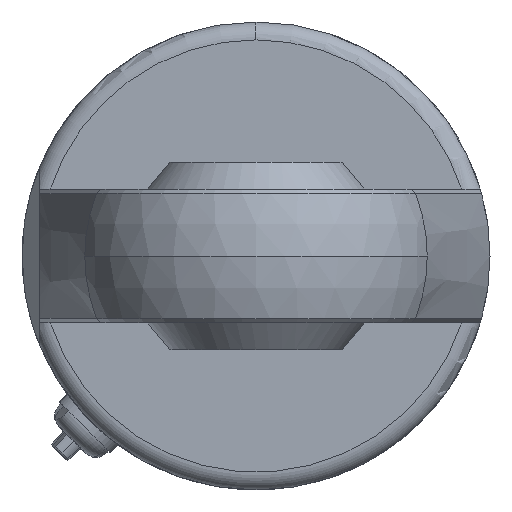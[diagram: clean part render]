
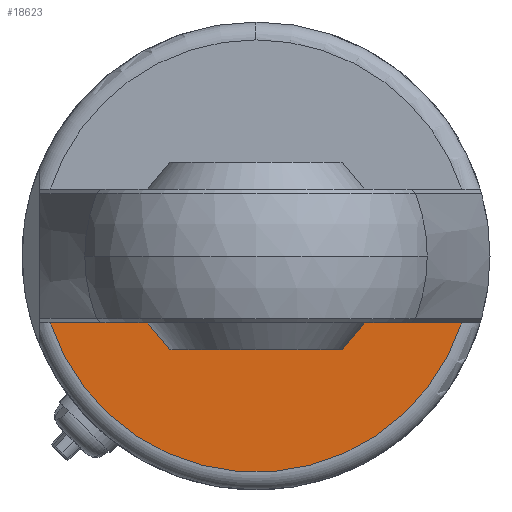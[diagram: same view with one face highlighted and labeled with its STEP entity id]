
A CAD part, left-side view. The second image highlights one B-rep face of the part: STEP entity #18623.
In plain terms, the highlighted planar face has unit normal (-1, 0, 0).
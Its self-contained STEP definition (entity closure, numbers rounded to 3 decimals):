
#444 = DIRECTION ( 'NONE',  ( 0., 0., 1. ) ) ;
#1048 = VERTEX_POINT ( 'NONE', #26548 ) ;
#3960 = CARTESIAN_POINT ( 'NONE',  ( -42.5, -23.008, -7.5 ) ) ;
#4773 = EDGE_CURVE ( 'NONE', #1048, #20615, #21461, .T. ) ;
#7258 = AXIS2_PLACEMENT_3D ( 'NONE', #13001, #23049, #444 ) ;
#7502 = EDGE_CURVE ( 'NONE', #20615, #1048, #16791, .T. ) ;
#10865 = PLANE ( 'NONE',  #11218 ) ;
#11218 = AXIS2_PLACEMENT_3D ( 'NONE', #20916, #22898, #18455 ) ;
#11821 = DIRECTION ( 'NONE',  ( 0., 1., 0. ) ) ;
#13001 = CARTESIAN_POINT ( 'NONE',  ( -42.5, 0., 0. ) ) ;
#15323 = EDGE_LOOP ( 'NONE', ( #21956, #18572 ) ) ;
#16791 = LINE ( 'NONE', #22039, #25768 ) ;
#17982 = FACE_OUTER_BOUND ( 'NONE', #15323, .T. ) ;
#18455 = DIRECTION ( 'NONE',  ( 0., 0., 1. ) ) ;
#18572 = ORIENTED_EDGE ( 'NONE', *, *, #4773, .T. ) ;
#18623 = ADVANCED_FACE ( 'NONE', ( #17982 ), #10865, .T. ) ;
#20615 = VERTEX_POINT ( 'NONE', #3960 ) ;
#20916 = CARTESIAN_POINT ( 'NONE',  ( -42.5, -37., -46.5 ) ) ;
#21461 = CIRCLE ( 'NONE', #7258, 24.2 ) ;
#21956 = ORIENTED_EDGE ( 'NONE', *, *, #7502, .T. ) ;
#22039 = CARTESIAN_POINT ( 'NONE',  ( -42.5, 36., -7.5 ) ) ;
#22898 = DIRECTION ( 'NONE',  ( -1., 0., 0. ) ) ;
#23049 = DIRECTION ( 'NONE',  ( -1., 0., 0. ) ) ;
#25768 = VECTOR ( 'NONE', #11821, 1000. ) ;
#26548 = CARTESIAN_POINT ( 'NONE',  ( -42.5, 23.008, -7.5 ) ) ;
